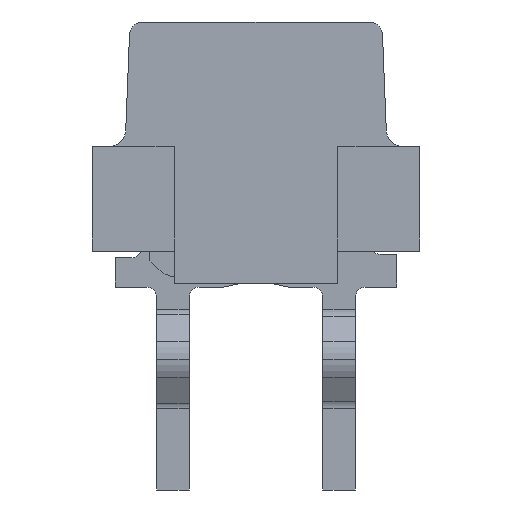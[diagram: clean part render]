
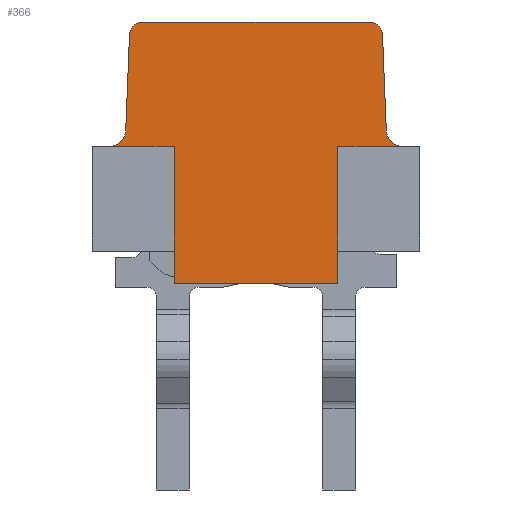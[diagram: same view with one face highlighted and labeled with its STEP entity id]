
A CAD part, left-side view. The second image highlights one B-rep face of the part: STEP entity #366.
In plain terms, the highlighted planar face has unit normal (-1, 0, 0).
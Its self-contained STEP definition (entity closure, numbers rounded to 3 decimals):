
#366=ADVANCED_FACE('',(#1072),#1073,.T.);
#1072=FACE_OUTER_BOUND('',#1884,.T.);
#1073=PLANE('',#1885);
#1884=EDGE_LOOP('',(#4741,#4742,#4743,#4744,#4745,#4746,#4747,#4748,#4749,#4750,#4751,#4752,#4753,#4754));
#1885=AXIS2_PLACEMENT_3D('',#4755,#4756,#4757);
#4741=ORIENTED_EDGE('',*,*,#6552,.T.);
#4742=ORIENTED_EDGE('',*,*,#6553,.T.);
#4743=ORIENTED_EDGE('',*,*,#6554,.F.);
#4744=ORIENTED_EDGE('',*,*,#6555,.T.);
#4745=ORIENTED_EDGE('',*,*,#6337,.T.);
#4746=ORIENTED_EDGE('',*,*,#6365,.T.);
#4747=ORIENTED_EDGE('',*,*,#6544,.F.);
#4748=ORIENTED_EDGE('',*,*,#6556,.F.);
#4749=ORIENTED_EDGE('',*,*,#6557,.F.);
#4750=ORIENTED_EDGE('',*,*,#6558,.T.);
#4751=ORIENTED_EDGE('',*,*,#6559,.T.);
#4752=ORIENTED_EDGE('',*,*,#6560,.T.);
#4753=ORIENTED_EDGE('',*,*,#5629,.T.);
#4754=ORIENTED_EDGE('',*,*,#5627,.T.);
#4755=CARTESIAN_POINT('',(-2.79,0.0,-4.0));
#4756=DIRECTION('',(-1.0,0.0,0.0));
#4757=DIRECTION('',(0.0,0.0,1.0));
#5627=EDGE_CURVE('',#6834,#6832,#6835,.T.);
#5629=EDGE_CURVE('',#6837,#6834,#6838,.T.);
#6337=EDGE_CURVE('',#7410,#8052,#8055,.T.);
#6365=EDGE_CURVE('',#8052,#8102,#8104,.T.);
#6544=EDGE_CURVE('',#7474,#8102,#8385,.T.);
#6552=EDGE_CURVE('',#6832,#8393,#8394,.T.);
#6553=EDGE_CURVE('',#8393,#8395,#8396,.T.);
#6554=EDGE_CURVE('',#8397,#8395,#8398,.T.);
#6555=EDGE_CURVE('',#8397,#7410,#8399,.T.);
#6556=EDGE_CURVE('',#8400,#7474,#8401,.T.);
#6557=EDGE_CURVE('',#8402,#8400,#8403,.T.);
#6558=EDGE_CURVE('',#8402,#8404,#8405,.T.);
#6559=EDGE_CURVE('',#8404,#8406,#8407,.T.);
#6560=EDGE_CURVE('',#8406,#6837,#8408,.T.);
#6832=VERTEX_POINT('',#8750);
#6834=VERTEX_POINT('',#8753);
#6835=CIRCLE('',#8754,0.2);
#6837=VERTEX_POINT('',#8757);
#6838=LINE('',#8758,#8759);
#7410=VERTEX_POINT('',#9629);
#7474=VERTEX_POINT('',#9726);
#8052=VERTEX_POINT('',#10607);
#8055=LINE('',#10611,#10612);
#8102=VERTEX_POINT('',#10685);
#8104=LINE('',#10688,#10689);
#8385=LINE('',#11120,#11121);
#8393=VERTEX_POINT('',#11136);
#8394=LINE('',#11137,#11138);
#8395=VERTEX_POINT('',#11139);
#8396=CIRCLE('',#11140,0.25);
#8397=VERTEX_POINT('',#11141);
#8398=LINE('',#11142,#11143);
#8399=LINE('',#11144,#11145);
#8400=VERTEX_POINT('',#11146);
#8401=LINE('',#11147,#11148);
#8402=VERTEX_POINT('',#11149);
#8403=LINE('',#11150,#11151);
#8404=VERTEX_POINT('',#11152);
#8405=CIRCLE('',#11153,0.25);
#8406=VERTEX_POINT('',#11154);
#8407=LINE('',#11155,#11156);
#8408=CIRCLE('',#11157,0.2);
#8750=CARTESIAN_POINT('',(-2.79,1.933,-0.192));
#8753=CARTESIAN_POINT('',(-2.79,1.733,0.0));
#8754=AXIS2_PLACEMENT_3D('',#11555,#11556,#11557);
#8757=CARTESIAN_POINT('',(-2.79,-1.733,0.0));
#8758=CARTESIAN_POINT('',(-2.79,-1.733,0.0));
#8759=VECTOR('',#11559,3.465);
#9629=CARTESIAN_POINT('',(-2.79,1.25,-3.5));
#9726=CARTESIAN_POINT('',(-2.79,-1.25,-3.5));
#10607=CARTESIAN_POINT('',(-2.79,1.25,-4.0));
#10611=CARTESIAN_POINT('',(-2.79,1.25,-3.5));
#10612=VECTOR('',#12411,0.5);
#10685=CARTESIAN_POINT('',(-2.79,-1.25,-4.0));
#10688=CARTESIAN_POINT('',(-2.79,1.25,-4.0));
#10689=VECTOR('',#12439,2.5);
#11120=CARTESIAN_POINT('',(-2.79,-1.25,-3.5));
#11121=VECTOR('',#12674,0.5);
#11136=CARTESIAN_POINT('',(-2.79,1.991,-1.66));
#11137=CARTESIAN_POINT('',(-2.79,1.933,-0.192));
#11138=VECTOR('',#12682,1.469);
#11139=CARTESIAN_POINT('',(-2.79,2.24,-1.9));
#11140=AXIS2_PLACEMENT_3D('',#12683,#12684,#12685);
#11141=CARTESIAN_POINT('',(-2.79,1.25,-1.9));
#11142=CARTESIAN_POINT('',(-2.79,1.25,-1.9));
#11143=VECTOR('',#12686,0.99);
#11144=CARTESIAN_POINT('',(-2.79,1.25,-1.9));
#11145=VECTOR('',#12687,1.6);
#11146=CARTESIAN_POINT('',(-2.79,-1.25,-1.9));
#11147=CARTESIAN_POINT('',(-2.79,-1.25,-1.9));
#11148=VECTOR('',#12688,1.6);
#11149=CARTESIAN_POINT('',(-2.79,-2.24,-1.9));
#11150=CARTESIAN_POINT('',(-2.79,-2.24,-1.9));
#11151=VECTOR('',#12689,0.99);
#11152=CARTESIAN_POINT('',(-2.79,-1.991,-1.66));
#11153=AXIS2_PLACEMENT_3D('',#12690,#12691,#12692);
#11154=CARTESIAN_POINT('',(-2.79,-1.933,-0.192));
#11155=CARTESIAN_POINT('',(-2.79,-1.991,-1.66));
#11156=VECTOR('',#12693,1.469);
#11157=AXIS2_PLACEMENT_3D('',#12694,#12695,#12696);
#11555=CARTESIAN_POINT('',(-2.79,1.733,-0.2));
#11556=DIRECTION('',(-1.0,0.0,0.0));
#11557=DIRECTION('',(0.0,0.0,1.0));
#11559=DIRECTION('',(0.0,1.0,0.0));
#12411=DIRECTION('',(0.0,0.0,-1.0));
#12439=DIRECTION('',(0.0,-1.0,0.0));
#12674=DIRECTION('',(0.0,0.0,-1.0));
#12682=DIRECTION('',(0.0,0.039,-0.999));
#12683=CARTESIAN_POINT('',(-2.79,2.24,-1.65));
#12684=DIRECTION('',(1.0,0.0,0.0));
#12685=DIRECTION('',(0.0,-0.999,-0.039));
#12686=DIRECTION('',(0.0,1.0,0.0));
#12687=DIRECTION('',(0.0,0.0,-1.0));
#12688=DIRECTION('',(0.0,0.0,-1.0));
#12689=DIRECTION('',(0.0,1.0,0.0));
#12690=CARTESIAN_POINT('',(-2.79,-2.24,-1.65));
#12691=DIRECTION('',(1.0,0.0,0.0));
#12692=DIRECTION('',(0.0,0.0,-1.0));
#12693=DIRECTION('',(0.0,0.039,0.999));
#12694=CARTESIAN_POINT('',(-2.79,-1.733,-0.2));
#12695=DIRECTION('',(-1.0,0.0,0.0));
#12696=DIRECTION('',(0.0,-0.999,0.039));
